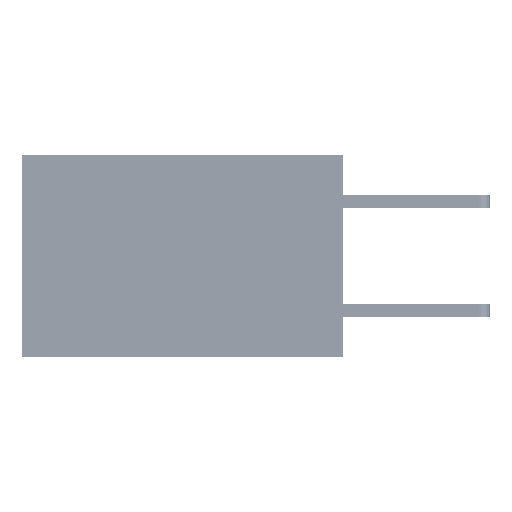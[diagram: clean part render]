
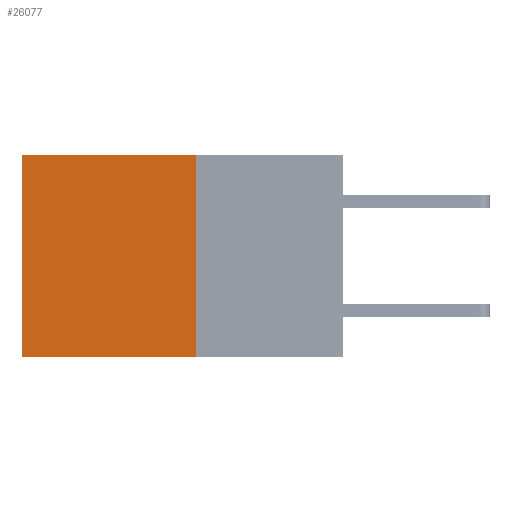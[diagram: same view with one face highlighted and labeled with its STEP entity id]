
A CAD part, left-side view. The second image highlights one B-rep face of the part: STEP entity #26077.
In plain terms, the highlighted planar face has unit normal (-1, 0, 0).
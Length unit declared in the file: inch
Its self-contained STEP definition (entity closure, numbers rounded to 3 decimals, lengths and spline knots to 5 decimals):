
#31 = DIRECTION ( 'NONE',  ( 0., 0., -1. ) ) ;
#65 = VERTEX_POINT ( 'NONE', #21401 ) ;
#755 = VECTOR ( 'NONE', #18077, 39.37008 ) ;
#2349 = ORIENTED_EDGE ( 'NONE', *, *, #26797, .F. ) ;
#2744 = CARTESIAN_POINT ( 'NONE',  ( 0.277, 0.27, -0.37 ) ) ;
#3684 = EDGE_LOOP ( 'NONE', ( #3910, #2349, #12543, #27968 ) ) ;
#3910 = ORIENTED_EDGE ( 'NONE', *, *, #31696, .T. ) ;
#4066 = CARTESIAN_POINT ( 'NONE',  ( 0.277, 0.27, -0.37 ) ) ;
#5557 = DIRECTION ( 'NONE',  ( 0., 1., 0. ) ) ;
#6135 = VERTEX_POINT ( 'NONE', #32456 ) ;
#6871 = LINE ( 'NONE', #17495, #20938 ) ;
#8226 = VECTOR ( 'NONE', #15407, 39.37008 ) ;
#8237 = LINE ( 'NONE', #4066, #755 ) ;
#8701 = LINE ( 'NONE', #19420, #15297 ) ;
#12543 = ORIENTED_EDGE ( 'NONE', *, *, #32368, .F. ) ;
#14036 = PLANE ( 'NONE',  #19642 ) ;
#15297 = VECTOR ( 'NONE', #5557, 39.37008 ) ;
#15407 = DIRECTION ( 'NONE',  ( 0., 0., -1. ) ) ;
#16893 = DIRECTION ( 'NONE',  ( 1., 0., 0. ) ) ;
#17495 = CARTESIAN_POINT ( 'NONE',  ( 0.277, 0.27, -0.37 ) ) ;
#18077 = DIRECTION ( 'NONE',  ( 0., 0., -1. ) ) ;
#19420 = CARTESIAN_POINT ( 'NONE',  ( 0.277, 0.27, 0. ) ) ;
#19642 = AXIS2_PLACEMENT_3D ( 'NONE', #2744, #16893, #31 ) ;
#20312 = DIRECTION ( 'NONE',  ( 0., 1., 0. ) ) ;
#20938 = VECTOR ( 'NONE', #20312, 39.37008 ) ;
#21401 = CARTESIAN_POINT ( 'NONE',  ( 0.277, 0.27, -0.37 ) ) ;
#24539 = VERTEX_POINT ( 'NONE', #35791 ) ;
#24653 = EDGE_CURVE ( 'NONE', #24539, #6135, #8701, .T. ) ;
#26077 = ADVANCED_FACE ( 'NONE', ( #28775 ), #14036, .F. ) ;
#26797 = EDGE_CURVE ( 'NONE', #65, #32776, #6871, .T. ) ;
#27968 = ORIENTED_EDGE ( 'NONE', *, *, #24653, .T. ) ;
#28775 = FACE_OUTER_BOUND ( 'NONE', #3684, .T. ) ;
#28902 = LINE ( 'NONE', #32219, #8226 ) ;
#31040 = CARTESIAN_POINT ( 'NONE',  ( 0.277, 0.59, -0.37 ) ) ;
#31696 = EDGE_CURVE ( 'NONE', #6135, #32776, #28902, .T. ) ;
#32219 = CARTESIAN_POINT ( 'NONE',  ( 0.277, 0.59, -0.37 ) ) ;
#32368 = EDGE_CURVE ( 'NONE', #24539, #65, #8237, .T. ) ;
#32456 = CARTESIAN_POINT ( 'NONE',  ( 0.277, 0.59, 0. ) ) ;
#32776 = VERTEX_POINT ( 'NONE', #31040 ) ;
#35791 = CARTESIAN_POINT ( 'NONE',  ( 0.277, 0.27, 0. ) ) ;
